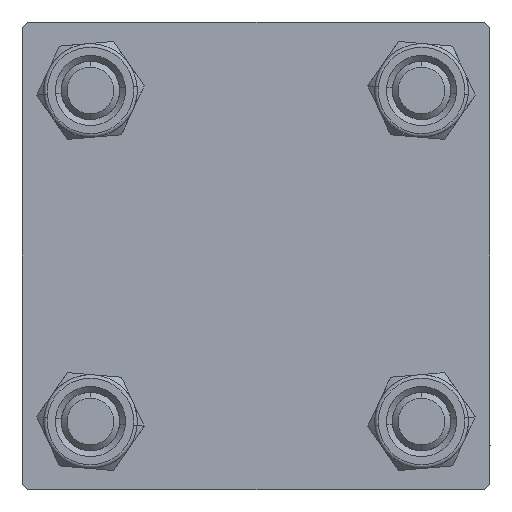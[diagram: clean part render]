
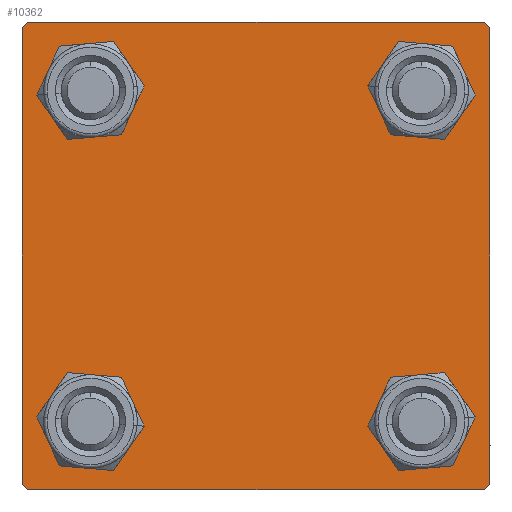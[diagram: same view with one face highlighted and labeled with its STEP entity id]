
A CAD part, left-side view. The second image highlights one B-rep face of the part: STEP entity #10362.
In plain terms, the highlighted planar face has unit normal (-1, 0, 0).
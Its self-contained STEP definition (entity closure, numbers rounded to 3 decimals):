
#374 = CIRCLE ( 'NONE', #56398, 3. ) ;
#595 = CARTESIAN_POINT ( 'NONE',  ( 0., 19.5, -20. ) ) ;
#868 = EDGE_CURVE ( 'NONE', #19779, #7902, #50858, .T. ) ;
#875 = AXIS2_PLACEMENT_3D ( 'NONE', #32911, #24282, #41817 ) ;
#1533 = ORIENTED_EDGE ( 'NONE', *, *, #18129, .T. ) ;
#1964 = DIRECTION ( 'NONE',  ( 1., 0., 0. ) ) ;
#2392 = EDGE_CURVE ( 'NONE', #22173, #23311, #36926, .T. ) ;
#2525 = EDGE_CURVE ( 'NONE', #9131, #48747, #41092, .T. ) ;
#3782 = CARTESIAN_POINT ( 'NONE',  ( 0., 20., 20. ) ) ;
#4058 = VECTOR ( 'NONE', #4421, 1000. ) ;
#4291 = DIRECTION ( 'NONE',  ( -1., 0., 0. ) ) ;
#4421 = DIRECTION ( 'NONE',  ( 0., 0.707, 0.707 ) ) ;
#4763 = EDGE_CURVE ( 'NONE', #10880, #35766, #38973, .T. ) ;
#6039 = CARTESIAN_POINT ( 'NONE',  ( 0., -19.75, 19.75 ) ) ;
#6416 = VERTEX_POINT ( 'NONE', #24055 ) ;
#6599 = DIRECTION ( 'NONE',  ( 0., 0.707, -0.707 ) ) ;
#6818 = VECTOR ( 'NONE', #15661, 1000. ) ;
#6984 = ORIENTED_EDGE ( 'NONE', *, *, #4763, .T. ) ;
#7344 = VERTEX_POINT ( 'NONE', #51148 ) ;
#7902 = VERTEX_POINT ( 'NONE', #22411 ) ;
#8133 = CARTESIAN_POINT ( 'NONE',  ( 0., 14.15, 17.15 ) ) ;
#8597 = PLANE ( 'NONE',  #36374 ) ;
#8878 = FACE_BOUND ( 'NONE', #48186, .T. ) ;
#9131 = VERTEX_POINT ( 'NONE', #20185 ) ;
#9228 = CARTESIAN_POINT ( 'NONE',  ( 0., -20., -19.5 ) ) ;
#9268 = DIRECTION ( 'NONE',  ( 0., 0., 1. ) ) ;
#10019 = EDGE_CURVE ( 'NONE', #14403, #54065, #49229, .T. ) ;
#10067 = ORIENTED_EDGE ( 'NONE', *, *, #35915, .F. ) ;
#10362 = ADVANCED_FACE ( 'NONE', ( #38505, #8878, #38785, #25561, #16652 ), #8597, .T. ) ;
#10621 = EDGE_CURVE ( 'NONE', #34324, #17114, #52916, .T. ) ;
#10642 = DIRECTION ( 'NONE',  ( 1., 0., 0. ) ) ;
#10880 = VERTEX_POINT ( 'NONE', #29243 ) ;
#10959 = EDGE_CURVE ( 'NONE', #7344, #48478, #38995, .T. ) ;
#11670 = DIRECTION ( 'NONE',  ( 1., 0., 0. ) ) ;
#11733 = LINE ( 'NONE', #50531, #52693 ) ;
#13464 = AXIS2_PLACEMENT_3D ( 'NONE', #22207, #31122, #9268 ) ;
#13760 = VECTOR ( 'NONE', #38843, 1000. ) ;
#14403 = VERTEX_POINT ( 'NONE', #32054 ) ;
#14774 = EDGE_CURVE ( 'NONE', #23311, #7344, #20965, .T. ) ;
#14924 = CARTESIAN_POINT ( 'NONE',  ( 0., 19.75, 19.75 ) ) ;
#15379 = CARTESIAN_POINT ( 'NONE',  ( 0., 19.75, -19.75 ) ) ;
#15661 = DIRECTION ( 'NONE',  ( 0., -0.707, -0.707 ) ) ;
#16650 = DIRECTION ( 'NONE',  ( 0., -1., 0. ) ) ;
#16652 = FACE_OUTER_BOUND ( 'NONE', #47513, .T. ) ;
#16737 = ORIENTED_EDGE ( 'NONE', *, *, #10019, .T. ) ;
#17114 = VERTEX_POINT ( 'NONE', #45631 ) ;
#17542 = EDGE_CURVE ( 'NONE', #43849, #6416, #25660, .T. ) ;
#18040 = CIRCLE ( 'NONE', #13464, 3. ) ;
#18129 = EDGE_CURVE ( 'NONE', #7902, #22173, #25616, .T. ) ;
#18926 = EDGE_CURVE ( 'NONE', #19779, #48747, #23004, .T. ) ;
#19779 = VERTEX_POINT ( 'NONE', #56146 ) ;
#20185 = CARTESIAN_POINT ( 'NONE',  ( 0., -20., 19.5 ) ) ;
#20190 = ORIENTED_EDGE ( 'NONE', *, *, #10959, .T. ) ;
#20195 = DIRECTION ( 'NONE',  ( 0., 0., 1. ) ) ;
#20965 = LINE ( 'NONE', #50382, #47633 ) ;
#22173 = VERTEX_POINT ( 'NONE', #41749 ) ;
#22207 = CARTESIAN_POINT ( 'NONE',  ( 0., 14.15, 14.15 ) ) ;
#22411 = CARTESIAN_POINT ( 'NONE',  ( 0., 20., 19.5 ) ) ;
#22512 = CIRCLE ( 'NONE', #52809, 3. ) ;
#23004 = LINE ( 'NONE', #52631, #39494 ) ;
#23311 = VERTEX_POINT ( 'NONE', #595 ) ;
#23963 = ORIENTED_EDGE ( 'NONE', *, *, #17542, .T. ) ;
#24055 = CARTESIAN_POINT ( 'NONE',  ( 0., 14.15, 11.15 ) ) ;
#24282 = DIRECTION ( 'NONE',  ( 1., 0., 0. ) ) ;
#24452 = AXIS2_PLACEMENT_3D ( 'NONE', #46655, #46937, #20195 ) ;
#25561 = FACE_BOUND ( 'NONE', #51804, .T. ) ;
#25616 = LINE ( 'NONE', #3782, #13760 ) ;
#25660 = CIRCLE ( 'NONE', #875, 3. ) ;
#25844 = DIRECTION ( 'NONE',  ( 1., 0., 0. ) ) ;
#26682 = ORIENTED_EDGE ( 'NONE', *, *, #48588, .T. ) ;
#27988 = CIRCLE ( 'NONE', #31685, 3. ) ;
#28127 = AXIS2_PLACEMENT_3D ( 'NONE', #49952, #1964, #55421 ) ;
#28130 = CARTESIAN_POINT ( 'NONE',  ( 0., 14.15, -17.15 ) ) ;
#29167 = EDGE_LOOP ( 'NONE', ( #16737, #35392 ) ) ;
#29194 = DIRECTION ( 'NONE',  ( 0., 0., 1. ) ) ;
#29243 = CARTESIAN_POINT ( 'NONE',  ( 0., -14.15, 17.15 ) ) ;
#30255 = ORIENTED_EDGE ( 'NONE', *, *, #34832, .T. ) ;
#30363 = DIRECTION ( 'NONE',  ( 0., -0.707, 0.707 ) ) ;
#31007 = CARTESIAN_POINT ( 'NONE',  ( 0., -14.15, 11.15 ) ) ;
#31122 = DIRECTION ( 'NONE',  ( 1., 0., 0. ) ) ;
#31371 = CARTESIAN_POINT ( 'NONE',  ( 0., 14.15, -14.15 ) ) ;
#31685 = AXIS2_PLACEMENT_3D ( 'NONE', #47434, #25844, #52299 ) ;
#32054 = CARTESIAN_POINT ( 'NONE',  ( 0., 14.15, -11.15 ) ) ;
#32911 = CARTESIAN_POINT ( 'NONE',  ( 0., 14.15, 14.15 ) ) ;
#34186 = CARTESIAN_POINT ( 'NONE',  ( 0., 0., 0. ) ) ;
#34324 = VERTEX_POINT ( 'NONE', #44803 ) ;
#34539 = ORIENTED_EDGE ( 'NONE', *, *, #18926, .F. ) ;
#34832 = EDGE_CURVE ( 'NONE', #35766, #10880, #374, .T. ) ;
#35119 = DIRECTION ( 'NONE',  ( 0., 0., 1. ) ) ;
#35392 = ORIENTED_EDGE ( 'NONE', *, *, #43917, .T. ) ;
#35766 = VERTEX_POINT ( 'NONE', #31007 ) ;
#35915 = EDGE_CURVE ( 'NONE', #9131, #48478, #11733, .T. ) ;
#36374 = AXIS2_PLACEMENT_3D ( 'NONE', #34186, #4291, #51724 ) ;
#36926 = LINE ( 'NONE', #15379, #6818 ) ;
#37974 = ORIENTED_EDGE ( 'NONE', *, *, #54685, .T. ) ;
#38505 = FACE_BOUND ( 'NONE', #39702, .T. ) ;
#38785 = FACE_BOUND ( 'NONE', #29167, .T. ) ;
#38843 = DIRECTION ( 'NONE',  ( 0., 0., -1. ) ) ;
#38973 = CIRCLE ( 'NONE', #54614, 3. ) ;
#38995 = LINE ( 'NONE', #56254, #43927 ) ;
#39439 = DIRECTION ( 'NONE',  ( 1., 0., 0. ) ) ;
#39494 = VECTOR ( 'NONE', #40533, 1000. ) ;
#39702 = EDGE_LOOP ( 'NONE', ( #6984, #30255 ) ) ;
#40533 = DIRECTION ( 'NONE',  ( 0., -1., 0. ) ) ;
#41092 = LINE ( 'NONE', #6039, #4058 ) ;
#41749 = CARTESIAN_POINT ( 'NONE',  ( 0., 20., -19.5 ) ) ;
#41817 = DIRECTION ( 'NONE',  ( 0., 0., 1. ) ) ;
#43849 = VERTEX_POINT ( 'NONE', #8133 ) ;
#43917 = EDGE_CURVE ( 'NONE', #54065, #14403, #22512, .T. ) ;
#43927 = VECTOR ( 'NONE', #30363, 1000. ) ;
#44390 = VECTOR ( 'NONE', #6599, 1000. ) ;
#44803 = CARTESIAN_POINT ( 'NONE',  ( 0., -14.15, -17.15 ) ) ;
#44857 = ORIENTED_EDGE ( 'NONE', *, *, #10621, .T. ) ;
#45631 = CARTESIAN_POINT ( 'NONE',  ( 0., -14.15, -11.15 ) ) ;
#46655 = CARTESIAN_POINT ( 'NONE',  ( 0., 14.15, -14.15 ) ) ;
#46937 = DIRECTION ( 'NONE',  ( 1., 0., 0. ) ) ;
#47434 = CARTESIAN_POINT ( 'NONE',  ( 0., -14.15, -14.15 ) ) ;
#47513 = EDGE_LOOP ( 'NONE', ( #1533, #50279, #48160, #20190, #10067, #51174, #34539, #55859 ) ) ;
#47633 = VECTOR ( 'NONE', #16650, 1000. ) ;
#48160 = ORIENTED_EDGE ( 'NONE', *, *, #14774, .T. ) ;
#48186 = EDGE_LOOP ( 'NONE', ( #26682, #44857 ) ) ;
#48478 = VERTEX_POINT ( 'NONE', #9228 ) ;
#48588 = EDGE_CURVE ( 'NONE', #17114, #34324, #27988, .T. ) ;
#48747 = VERTEX_POINT ( 'NONE', #56204 ) ;
#49168 = CARTESIAN_POINT ( 'NONE',  ( 0., -14.15, 14.15 ) ) ;
#49229 = CIRCLE ( 'NONE', #24452, 3. ) ;
#49952 = CARTESIAN_POINT ( 'NONE',  ( 0., -14.15, -14.15 ) ) ;
#50279 = ORIENTED_EDGE ( 'NONE', *, *, #2392, .T. ) ;
#50382 = CARTESIAN_POINT ( 'NONE',  ( 0., 20., -20. ) ) ;
#50531 = CARTESIAN_POINT ( 'NONE',  ( 0., -20., 20. ) ) ;
#50820 = DIRECTION ( 'NONE',  ( 0., 0., -1. ) ) ;
#50858 = LINE ( 'NONE', #14924, #44390 ) ;
#51047 = CARTESIAN_POINT ( 'NONE',  ( 0., -14.15, 14.15 ) ) ;
#51148 = CARTESIAN_POINT ( 'NONE',  ( 0., -19.5, -20. ) ) ;
#51174 = ORIENTED_EDGE ( 'NONE', *, *, #2525, .T. ) ;
#51724 = DIRECTION ( 'NONE',  ( 0., 0., 1. ) ) ;
#51804 = EDGE_LOOP ( 'NONE', ( #23963, #37974 ) ) ;
#52299 = DIRECTION ( 'NONE',  ( 0., 0., 1. ) ) ;
#52631 = CARTESIAN_POINT ( 'NONE',  ( 0., 20., 20. ) ) ;
#52693 = VECTOR ( 'NONE', #50820, 1000. ) ;
#52809 = AXIS2_PLACEMENT_3D ( 'NONE', #31371, #39439, #35119 ) ;
#52916 = CIRCLE ( 'NONE', #28127, 3. ) ;
#53472 = DIRECTION ( 'NONE',  ( 0., 0., 1. ) ) ;
#54065 = VERTEX_POINT ( 'NONE', #28130 ) ;
#54614 = AXIS2_PLACEMENT_3D ( 'NONE', #51047, #11670, #29194 ) ;
#54685 = EDGE_CURVE ( 'NONE', #6416, #43849, #18040, .T. ) ;
#55421 = DIRECTION ( 'NONE',  ( 0., 0., 1. ) ) ;
#55859 = ORIENTED_EDGE ( 'NONE', *, *, #868, .T. ) ;
#56146 = CARTESIAN_POINT ( 'NONE',  ( 0., 19.5, 20. ) ) ;
#56204 = CARTESIAN_POINT ( 'NONE',  ( 0., -19.5, 20. ) ) ;
#56254 = CARTESIAN_POINT ( 'NONE',  ( 0., -19.75, -19.75 ) ) ;
#56398 = AXIS2_PLACEMENT_3D ( 'NONE', #49168, #10642, #53472 ) ;
